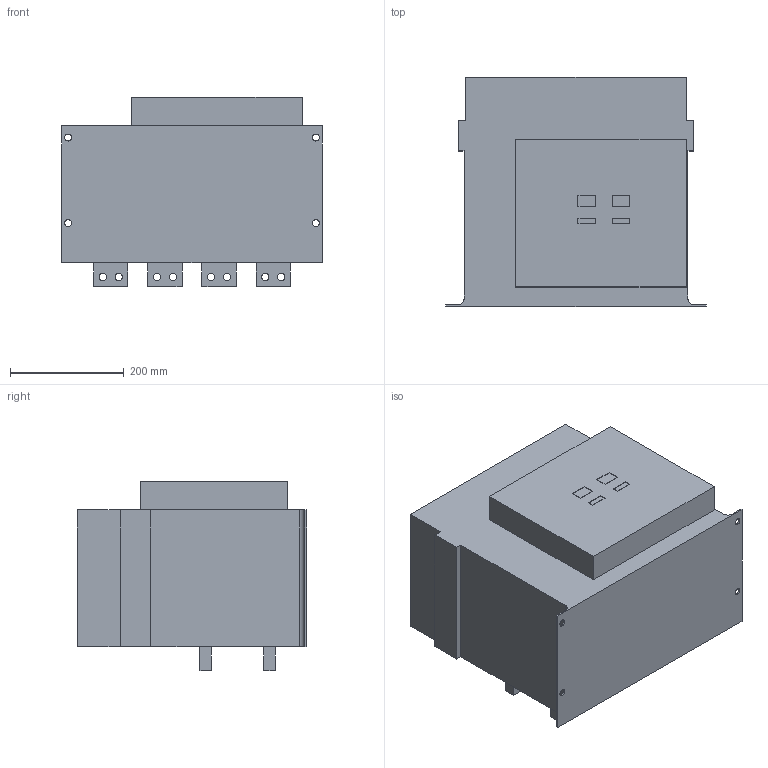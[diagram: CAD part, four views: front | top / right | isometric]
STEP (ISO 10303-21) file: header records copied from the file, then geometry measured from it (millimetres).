
FILE_DESCRIPTION((''),'2;1');
FILE_NAME('2000-4-FIX-2000A','2019-04-26T',('hyha'),(''),'CREO PARAMETRIC BY PTC INC, 2015480','CREO PARAMETRIC BY PTC INC, 2015480','');
FILE_SCHEMA(('AUTOMOTIVE_DESIGN { 1 0 10303 214 1 1 1 1 }'));
Length unit declared in the file: millimetre
Products named in the file (1): 2000-4-FIX-2000A
Bounding box: 457 x 402 x 332 mm (x, y, z)
Volume: 42351789.4 mm3; surface area: 855850.9 mm2
Topology: 1 solids, 1 shells, 125 faces, 330 edges, 220 vertices
Faces by surface type: plane 83, cylinder 42
Entity records: 4004 total; most frequent: CARTESIAN_POINT 677, DIRECTION 664, ORIENTED_EDGE 660, EDGE_CURVE 330, VECTOR 246, LINE 246, VERTEX_POINT 220, AXIS2_PLACEMENT_3D 209
